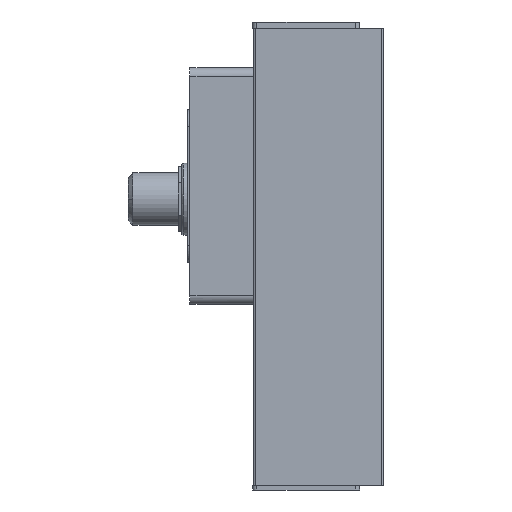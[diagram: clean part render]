
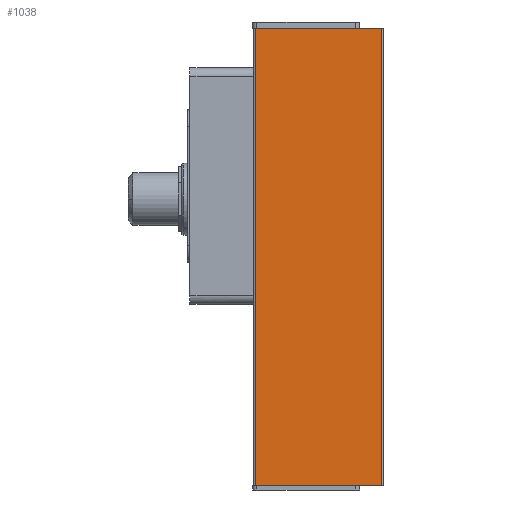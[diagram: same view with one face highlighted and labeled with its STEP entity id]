
A CAD part, left-side view. The second image highlights one B-rep face of the part: STEP entity #1038.
In plain terms, the highlighted planar face has unit normal (-1, 0, 0).
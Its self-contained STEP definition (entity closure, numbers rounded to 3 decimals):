
#153 = CARTESIAN_POINT ( 'NONE',  ( 0., 29.3, 0. ) ) ;
#187 = DIRECTION ( 'NONE',  ( 0., -1., 0. ) ) ;
#290 = VECTOR ( 'NONE', #1489, 1000. ) ;
#678 = LINE ( 'NONE', #2852, #4090 ) ;
#758 = VECTOR ( 'NONE', #187, 1000. ) ;
#1004 = CARTESIAN_POINT ( 'NONE',  ( 0., 0.5, 0. ) ) ;
#1031 = DIRECTION ( 'NONE',  ( 0., 0., 1. ) ) ;
#1038 = ADVANCED_FACE ( 'NONE', ( #3236 ), #6478, .T. ) ;
#1356 = VERTEX_POINT ( 'NONE', #2988 ) ;
#1489 = DIRECTION ( 'NONE',  ( 0., 0., -1. ) ) ;
#2203 = EDGE_CURVE ( 'NONE', #1356, #4140, #2433, .T. ) ;
#2245 = VERTEX_POINT ( 'NONE', #4081 ) ;
#2433 = LINE ( 'NONE', #153, #758 ) ;
#2626 = LINE ( 'NONE', #6929, #290 ) ;
#2634 = CARTESIAN_POINT ( 'NONE',  ( 0., 29.3, -104.5 ) ) ;
#2852 = CARTESIAN_POINT ( 'NONE',  ( 0., 29.3, -104.5 ) ) ;
#2988 = CARTESIAN_POINT ( 'NONE',  ( 0., 29.3, 0. ) ) ;
#3236 = FACE_OUTER_BOUND ( 'NONE', #5184, .T. ) ;
#3252 = CARTESIAN_POINT ( 'NONE',  ( 0., 0.5, -104.5 ) ) ;
#3505 = AXIS2_PLACEMENT_3D ( 'NONE', #2634, #4895, #1031 ) ;
#3689 = ORIENTED_EDGE ( 'NONE', *, *, #6211, .T. ) ;
#3868 = EDGE_CURVE ( 'NONE', #2245, #6779, #678, .T. ) ;
#3953 = DIRECTION ( 'NONE',  ( 0., -1., 0. ) ) ;
#4081 = CARTESIAN_POINT ( 'NONE',  ( 0., 29.3, -104.5 ) ) ;
#4090 = VECTOR ( 'NONE', #3953, 1000. ) ;
#4140 = VERTEX_POINT ( 'NONE', #1004 ) ;
#4217 = ORIENTED_EDGE ( 'NONE', *, *, #2203, .F. ) ;
#4850 = ORIENTED_EDGE ( 'NONE', *, *, #3868, .T. ) ;
#4895 = DIRECTION ( 'NONE',  ( -1., 0., 0. ) ) ;
#4955 = CARTESIAN_POINT ( 'NONE',  ( 0., 0.5, -104.5 ) ) ;
#4995 = VECTOR ( 'NONE', #6075, 1000. ) ;
#5184 = EDGE_LOOP ( 'NONE', ( #4850, #5510, #4217, #3689 ) ) ;
#5510 = ORIENTED_EDGE ( 'NONE', *, *, #6333, .F. ) ;
#5827 = LINE ( 'NONE', #4955, #4995 ) ;
#6075 = DIRECTION ( 'NONE',  ( 0., 0., -1. ) ) ;
#6211 = EDGE_CURVE ( 'NONE', #1356, #2245, #2626, .T. ) ;
#6333 = EDGE_CURVE ( 'NONE', #4140, #6779, #5827, .T. ) ;
#6478 = PLANE ( 'NONE',  #3505 ) ;
#6779 = VERTEX_POINT ( 'NONE', #3252 ) ;
#6929 = CARTESIAN_POINT ( 'NONE',  ( 0., 29.3, -104.5 ) ) ;
